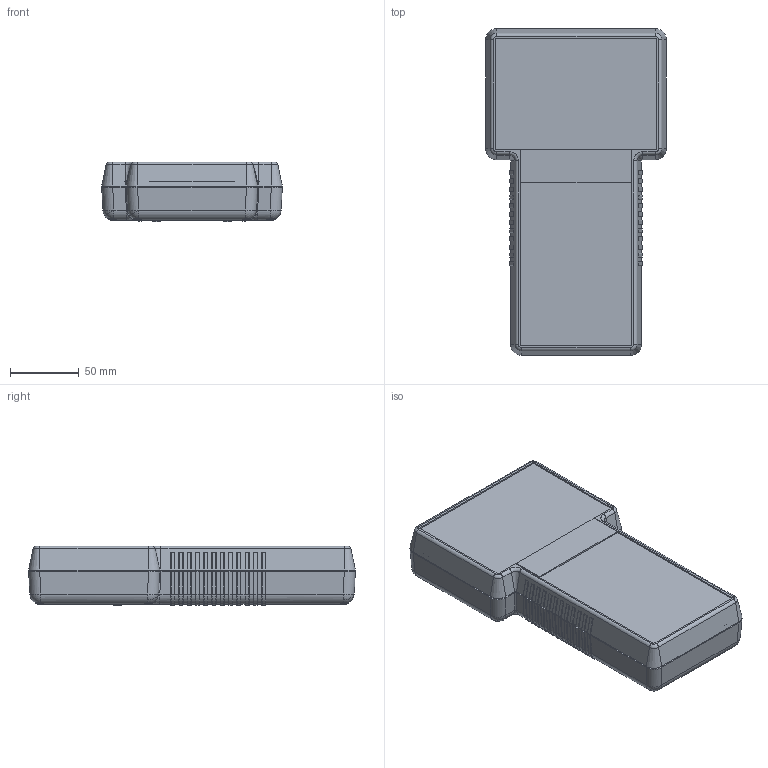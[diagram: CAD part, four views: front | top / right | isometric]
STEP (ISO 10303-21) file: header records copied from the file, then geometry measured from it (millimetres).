
FILE_DESCRIPTION (( 'STEP AP214' ), '1' );
FILE_NAME ('G858G(S);
FILE_SCHEMA (( 'AUTOMOTIVE_DESIGN' ));
Length unit declared in the file: millimetre
Products named in the file (3): G858G(S);G858B(S)-COVER; G858B(O) G858G(O)-BASE; G858G(S);G858B(S)
Assembly tree (2 placements, depth 2):
  G858G(S);G858B(S)
    G858B(O) G858G(O)-BASE
    G858G(S);G858B(S)-COVER
Bounding box: 131 x 237 x 43.3 mm (x, y, z)
Volume: 227285.8 mm3; surface area: 162438.7 mm2
Topology: 2 solids, 2 shells, 1051 faces, 2808 edges, 1797 vertices
Faces by surface type: plane 470, cylinder 407, cone 88, torus 62, bspline 16, sphere 8
Entity records: 44986 total; most frequent: CARTESIAN_POINT 12309, ORIENTED_EDGE 5588, DIRECTION 5265, EDGE_CURVE 2794, AXIS2_PLACEMENT_3D 1832, VERTEX_POINT 1797, VECTOR 1601, LINE 1601
